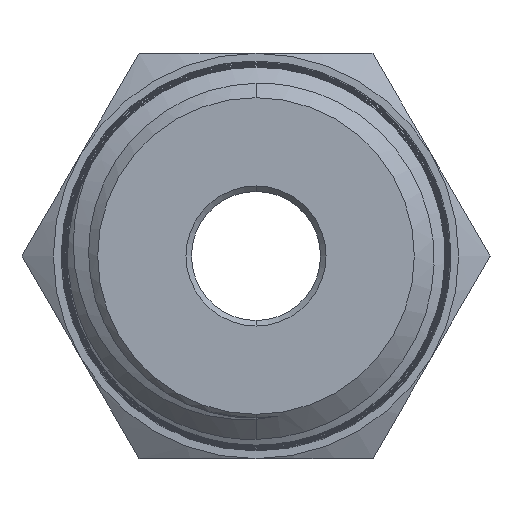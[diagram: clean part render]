
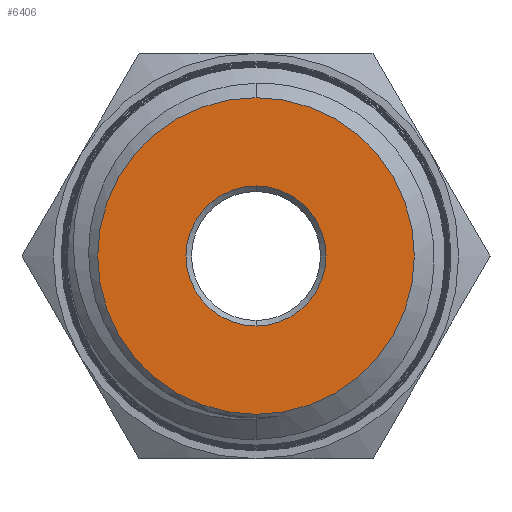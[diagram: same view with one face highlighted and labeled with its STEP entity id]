
A CAD part, front view. The second image highlights one B-rep face of the part: STEP entity #6406.
In plain terms, the highlighted planar face has unit normal (0, -1, 0).
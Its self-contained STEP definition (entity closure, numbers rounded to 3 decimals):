
#114 = CARTESIAN_POINT ( 'NONE',  ( 0., -15., 0. ) ) ;
#1070 = DIRECTION ( 'NONE',  ( 0., 0., 1. ) ) ;
#1640 = VERTEX_POINT ( 'NONE', #17074 ) ;
#3296 = CARTESIAN_POINT ( 'NONE',  ( 0., -15., 8.595 ) ) ;
#3359 = ORIENTED_EDGE ( 'NONE', *, *, #19056, .F. ) ;
#3655 = DIRECTION ( 'NONE',  ( 0., 0., -1. ) ) ;
#5423 = PLANE ( 'NONE',  #11475 ) ;
#6406 = ADVANCED_FACE ( 'NONE', ( #31261, #40681 ), #5423, .T. ) ;
#7640 = CIRCLE ( 'NONE', #28610, 8.595 ) ;
#9881 = ORIENTED_EDGE ( 'NONE', *, *, #18952, .T. ) ;
#10264 = DIRECTION ( 'NONE',  ( 0., 1., 0. ) ) ;
#11475 = AXIS2_PLACEMENT_3D ( 'NONE', #19021, #18702, #18548 ) ;
#11482 = AXIS2_PLACEMENT_3D ( 'NONE', #31454, #10264, #35016 ) ;
#14925 = CARTESIAN_POINT ( 'NONE',  ( 0., -15., 0. ) ) ;
#16599 = CARTESIAN_POINT ( 'NONE',  ( 0., -15., -8.595 ) ) ;
#16968 = CIRCLE ( 'NONE', #11482, 8.595 ) ;
#17074 = CARTESIAN_POINT ( 'NONE',  ( 0., -15., -3.8 ) ) ;
#18511 = DIRECTION ( 'NONE',  ( 0., 0., -1. ) ) ;
#18548 = DIRECTION ( 'NONE',  ( 0., 0., -1. ) ) ;
#18702 = DIRECTION ( 'NONE',  ( 0., -1., 0. ) ) ;
#18952 = EDGE_CURVE ( 'NONE', #1640, #30153, #34781, .T. ) ;
#19021 = CARTESIAN_POINT ( 'NONE',  ( 0., -15., 0. ) ) ;
#19056 = EDGE_CURVE ( 'NONE', #20934, #27175, #7640, .T. ) ;
#20934 = VERTEX_POINT ( 'NONE', #3296 ) ;
#22210 = DIRECTION ( 'NONE',  ( 0., 1., 0. ) ) ;
#23763 = CARTESIAN_POINT ( 'NONE',  ( 0., -15., 3.8 ) ) ;
#23891 = AXIS2_PLACEMENT_3D ( 'NONE', #14925, #39693, #18511 ) ;
#24144 = EDGE_CURVE ( 'NONE', #27175, #20934, #16968, .T. ) ;
#24800 = DIRECTION ( 'NONE',  ( 0., 1., 0. ) ) ;
#27175 = VERTEX_POINT ( 'NONE', #16599 ) ;
#28610 = AXIS2_PLACEMENT_3D ( 'NONE', #43407, #22210, #1070 ) ;
#30094 = ORIENTED_EDGE ( 'NONE', *, *, #44109, .T. ) ;
#30153 = VERTEX_POINT ( 'NONE', #23763 ) ;
#30338 = EDGE_LOOP ( 'NONE', ( #3359, #42597 ) ) ;
#31261 = FACE_BOUND ( 'NONE', #43068, .T. ) ;
#31454 = CARTESIAN_POINT ( 'NONE',  ( 0., -15., 0. ) ) ;
#34781 = CIRCLE ( 'NONE', #23891, 3.8 ) ;
#35016 = DIRECTION ( 'NONE',  ( 0., 0., 1. ) ) ;
#36013 = CIRCLE ( 'NONE', #44613, 3.8 ) ;
#39693 = DIRECTION ( 'NONE',  ( 0., 1., 0. ) ) ;
#40681 = FACE_OUTER_BOUND ( 'NONE', #30338, .T. ) ;
#42597 = ORIENTED_EDGE ( 'NONE', *, *, #24144, .F. ) ;
#43068 = EDGE_LOOP ( 'NONE', ( #9881, #30094 ) ) ;
#43407 = CARTESIAN_POINT ( 'NONE',  ( 0., -15., 0. ) ) ;
#44109 = EDGE_CURVE ( 'NONE', #30153, #1640, #36013, .T. ) ;
#44613 = AXIS2_PLACEMENT_3D ( 'NONE', #114, #24800, #3655 ) ;
